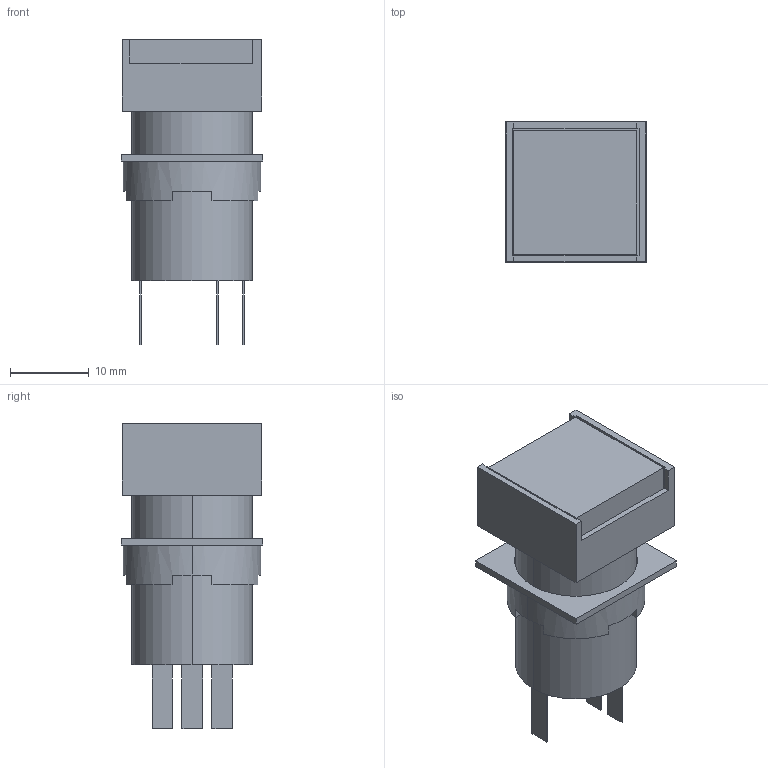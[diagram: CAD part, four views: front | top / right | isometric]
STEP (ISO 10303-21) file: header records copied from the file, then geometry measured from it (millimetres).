
FILE_DESCRIPTION (( 'STEP AP214' ), '1' );
FILE_NAME ('LEDEFAU051497412838.step', '2006-05-14T13:07:47', ( 'sysadmin' ), ( 'SolidWorks' ), 'SwSTEP 2.0', 'SolidWorks 2006079', '' );
FILE_SCHEMA (( 'AUTOMOTIVE_DESIGN' ));
Length unit declared in the file: inch
Products named in the file (4): SW3dPS-LED Switch - Green_EX1065c; LEDEFAU051497412838; SW3dPS-LED Switch - Green_EX1065b; SW3dPS-LED Switch - Green_EX1066a
Assembly tree (3 placements, depth 2):
  LEDEFAU051497412838
    SW3dPS-LED Switch - Green_EX1066a
    SW3dPS-LED Switch - Green_EX1065b
    SW3dPS-LED Switch - Green_EX1065c
Bounding box: 18.03 x 18.03 x 38.86 mm (x, y, z)
Volume: 7093 mm3; surface area: 4140.8 mm2
Topology: 3 solids, 3 shells, 80 faces, 204 edges, 136 vertices
Faces by surface type: plane 72, cylinder 8
Entity records: 3076 total; most frequent: CARTESIAN_POINT 426, DIRECTION 408, ORIENTED_EDGE 408, EDGE_CURVE 204, VECTOR 172, LINE 172, VERTEX_POINT 136, AXIS2_PLACEMENT_3D 118
